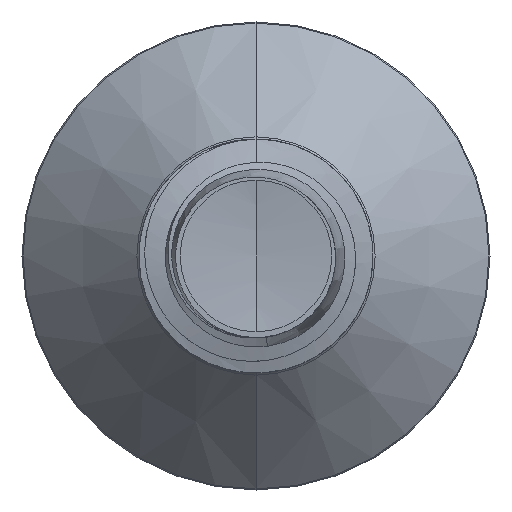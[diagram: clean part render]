
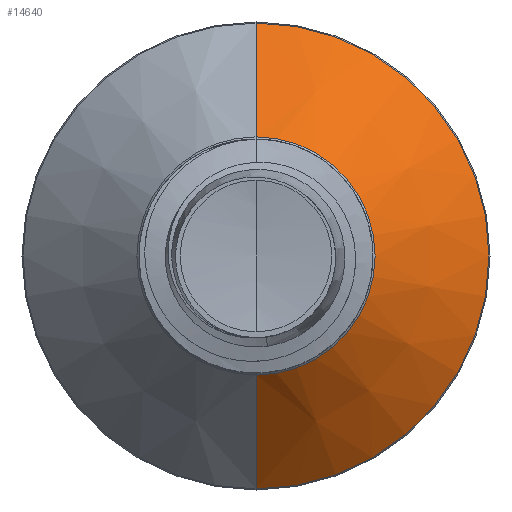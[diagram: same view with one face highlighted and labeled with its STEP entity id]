
A CAD part, front view. The second image highlights one B-rep face of the part: STEP entity #14640.
In plain terms, the highlighted conical face has half-angle 45 degrees and reference radius 1.782 mm.
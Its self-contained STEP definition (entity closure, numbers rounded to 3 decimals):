
#198 = VECTOR ( 'NONE', #4917, 1000. ) ;
#707 = DIRECTION ( 'NONE',  ( 0., 0., 1. ) ) ;
#1146 = EDGE_CURVE ( 'NONE', #18867, #18303, #17679, .T. ) ;
#1332 = ORIENTED_EDGE ( 'NONE', *, *, #13886, .F. ) ;
#1447 = DIRECTION ( 'NONE',  ( 0., 0.707, -0.707 ) ) ;
#2178 = CARTESIAN_POINT ( 'NONE',  ( 0., 6.632, 0. ) ) ;
#4917 = DIRECTION ( 'NONE',  ( 0., 0.707, 0.707 ) ) ;
#6465 = ORIENTED_EDGE ( 'NONE', *, *, #1146, .F. ) ;
#6591 = DIRECTION ( 'NONE',  ( 0., 1., 0. ) ) ;
#6917 = CARTESIAN_POINT ( 'NONE',  ( 0., 6.632, 1.782 ) ) ;
#7100 = EDGE_LOOP ( 'NONE', ( #12495, #21376, #1332, #6465 ) ) ;
#9244 = AXIS2_PLACEMENT_3D ( 'NONE', #2178, #12276, #18927 ) ;
#9253 = CIRCLE ( 'NONE', #11251, 1.782 ) ;
#9933 = CARTESIAN_POINT ( 'NONE',  ( 0., 8.335, -3.485 ) ) ;
#10058 = CARTESIAN_POINT ( 'NONE',  ( 0., 6.632, -1.782 ) ) ;
#10553 = LINE ( 'NONE', #10058, #11055 ) ;
#10851 = CIRCLE ( 'NONE', #16264, 3.485 ) ;
#10958 = DIRECTION ( 'NONE',  ( 0., 1., 0. ) ) ;
#11055 = VECTOR ( 'NONE', #1447, 1000. ) ;
#11251 = AXIS2_PLACEMENT_3D ( 'NONE', #20924, #10958, #707 ) ;
#12125 = FACE_OUTER_BOUND ( 'NONE', #7100, .T. ) ;
#12276 = DIRECTION ( 'NONE',  ( 0., 1., 0. ) ) ;
#12495 = ORIENTED_EDGE ( 'NONE', *, *, #21719, .T. ) ;
#13840 = VERTEX_POINT ( 'NONE', #9933 ) ;
#13886 = EDGE_CURVE ( 'NONE', #18303, #13840, #10851, .T. ) ;
#14640 = ADVANCED_FACE ( 'NONE', ( #12125 ), #19941, .T. ) ;
#15078 = VERTEX_POINT ( 'NONE', #17670 ) ;
#15603 = CARTESIAN_POINT ( 'NONE',  ( 0., 6.632, 1.782 ) ) ;
#16264 = AXIS2_PLACEMENT_3D ( 'NONE', #16558, #6591, #18263 ) ;
#16558 = CARTESIAN_POINT ( 'NONE',  ( 0., 8.335, 0. ) ) ;
#17670 = CARTESIAN_POINT ( 'NONE',  ( 0., 6.632, -1.782 ) ) ;
#17679 = LINE ( 'NONE', #6917, #198 ) ;
#18263 = DIRECTION ( 'NONE',  ( 0., 0., 1. ) ) ;
#18303 = VERTEX_POINT ( 'NONE', #18559 ) ;
#18559 = CARTESIAN_POINT ( 'NONE',  ( 0., 8.335, 3.485 ) ) ;
#18867 = VERTEX_POINT ( 'NONE', #15603 ) ;
#18927 = DIRECTION ( 'NONE',  ( 0., 0., 1. ) ) ;
#19941 = CONICAL_SURFACE ( 'NONE', #9244, 1.782, 0.785 ) ;
#20070 = EDGE_CURVE ( 'NONE', #15078, #13840, #10553, .T. ) ;
#20924 = CARTESIAN_POINT ( 'NONE',  ( 0., 6.632, 0. ) ) ;
#21376 = ORIENTED_EDGE ( 'NONE', *, *, #20070, .T. ) ;
#21719 = EDGE_CURVE ( 'NONE', #18867, #15078, #9253, .T. ) ;
